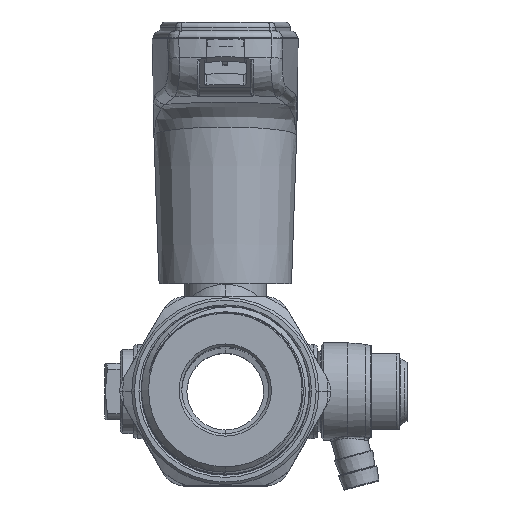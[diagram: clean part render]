
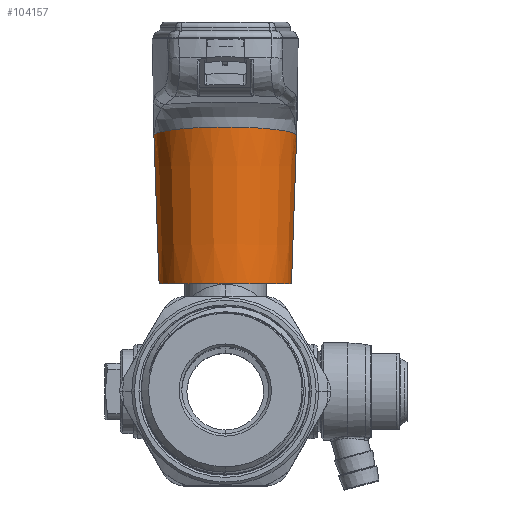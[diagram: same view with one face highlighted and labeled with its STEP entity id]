
A CAD part, top view. The second image highlights one B-rep face of the part: STEP entity #104157.
In plain terms, the highlighted conical face has half-angle 2 degrees and reference radius 13.462 mm.
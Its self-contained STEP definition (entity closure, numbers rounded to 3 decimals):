
#77904=CARTESIAN_POINT('',(-20.,-178.9,-197.));
#77905=DIRECTION('',(0.,1.,0.));
#77906=DIRECTION('',(-1.,0.,0.));
#77907=AXIS2_PLACEMENT_3D('',#77904,#77905,#77906);
#77945=DIRECTION('',(0.035,-0.999,0.));
#77946=VECTOR('',#77945,28.935);
#77947=CARTESIAN_POINT('',(-33.938,-149.983,
-197.));
#77948=LINE('',#77947,#77946);
#77949=DIRECTION('',(-0.035,-0.999,0.));
#77950=VECTOR('',#77949,28.935);
#77951=CARTESIAN_POINT('',(-6.062,-149.983,
-197.));
#77952=LINE('',#77951,#77950);
#78532=CARTESIAN_POINT('',(-33.938,-149.983,
-197.));
#78533=CARTESIAN_POINT('',(-33.94,-149.945,
-196.681));
#78534=CARTESIAN_POINT('',(-33.92,-149.869,
-196.042));
#78535=CARTESIAN_POINT('',(-33.826,-149.755,
-195.088));
#78536=CARTESIAN_POINT('',(-33.666,-149.643,
-194.143));
#78537=CARTESIAN_POINT('',(-33.441,-149.532,
-193.211));
#78538=CARTESIAN_POINT('',(-33.153,-149.424,
-192.297));
#78539=CARTESIAN_POINT('',(-32.803,-149.318,
-191.405));
#78540=CARTESIAN_POINT('',(-32.393,-149.215,
-190.539));
#78541=CARTESIAN_POINT('',(-31.925,-149.116,
-189.705));
#78542=CARTESIAN_POINT('',(-31.401,-149.021,
-188.904));
#78543=CARTESIAN_POINT('',(-30.823,-148.931,
-188.142));
#78544=CARTESIAN_POINT('',(-30.195,-148.845,
-187.422));
#78545=CARTESIAN_POINT('',(-29.52,-148.765,
-186.746));
#78546=CARTESIAN_POINT('',(-28.8,-148.69,
-186.119));
#78547=CARTESIAN_POINT('',(-28.04,-148.622,
-185.543));
#78548=CARTESIAN_POINT('',(-27.243,-148.56,
-185.02));
#78549=CARTESIAN_POINT('',(-26.412,-148.505,
-184.554));
#78550=CARTESIAN_POINT('',(-25.551,-148.456,
-184.145));
#78551=CARTESIAN_POINT('',(-24.666,-148.415,
-183.796));
#78552=CARTESIAN_POINT('',(-23.758,-148.381,
-183.509));
#78553=CARTESIAN_POINT('',(-22.834,-148.354,
-183.284));
#78554=CARTESIAN_POINT('',(-21.896,-148.335,
-183.122));
#78555=CARTESIAN_POINT('',(-20.95,-148.323,
-183.025));
#78556=CARTESIAN_POINT('',(-20.,-148.32,
-182.993));
#78557=CARTESIAN_POINT('',(-19.05,-148.323,
-183.025));
#78558=CARTESIAN_POINT('',(-18.104,-148.335,
-183.122));
#78559=CARTESIAN_POINT('',(-17.166,-148.354,
-183.284));
#78560=CARTESIAN_POINT('',(-16.242,-148.381,
-183.509));
#78561=CARTESIAN_POINT('',(-15.334,-148.415,
-183.796));
#78562=CARTESIAN_POINT('',(-14.449,-148.456,
-184.145));
#78563=CARTESIAN_POINT('',(-13.588,-148.505,
-184.554));
#78564=CARTESIAN_POINT('',(-12.757,-148.56,
-185.02));
#78565=CARTESIAN_POINT('',(-11.96,-148.622,
-185.543));
#78566=CARTESIAN_POINT('',(-11.2,-148.69,
-186.119));
#78567=CARTESIAN_POINT('',(-10.48,-148.765,
-186.746));
#78568=CARTESIAN_POINT('',(-9.805,-148.845,
-187.422));
#78569=CARTESIAN_POINT('',(-9.177,-148.931,
-188.142));
#78570=CARTESIAN_POINT('',(-8.599,-149.021,
-188.904));
#78571=CARTESIAN_POINT('',(-8.075,-149.116,
-189.705));
#78572=CARTESIAN_POINT('',(-7.607,-149.215,
-190.539));
#78573=CARTESIAN_POINT('',(-7.197,-149.318,
-191.405));
#78574=CARTESIAN_POINT('',(-6.847,-149.424,
-192.297));
#78575=CARTESIAN_POINT('',(-6.559,-149.532,
-193.211));
#78576=CARTESIAN_POINT('',(-6.334,-149.643,
-194.143));
#78577=CARTESIAN_POINT('',(-6.174,-149.755,
-195.088));
#78578=CARTESIAN_POINT('',(-6.08,-149.869,
-196.042));
#78579=CARTESIAN_POINT('',(-6.06,-149.945,
-196.681));
#78580=CARTESIAN_POINT('',(-6.062,-149.983,
-197.));
#91563=CARTESIAN_POINT('',(-32.928,-178.9,-197.));
#91564=CARTESIAN_POINT('',(-7.072,-178.9,-197.));
#91565=VERTEX_POINT('',#91563);
#91566=VERTEX_POINT('',#91564);
#91567=VERTEX_POINT('',#78532);
#91568=VERTEX_POINT('',#78580);
#104146=CARTESIAN_POINT('',(-20.,-163.61,-197.));
#104147=DIRECTION('',(0.,1.,0.));
#104148=DIRECTION('',(1.,0.,0.));
#104149=AXIS2_PLACEMENT_3D('',#104146,#104147,#104148);
#104150=CONICAL_SURFACE('',#104149,13.462,2.);
#104151=ORIENTED_EDGE('',*,*,#98914,.F.);
#104152=ORIENTED_EDGE('',*,*,#99800,.T.);
#104153=ORIENTED_EDGE('',*,*,#98917,.T.);
#104154=ORIENTED_EDGE('',*,*,#98892,.F.);
#104155=EDGE_LOOP('',(#104151,#104152,#104153,#104154));
#104156=FACE_OUTER_BOUND('',#104155,.F.);
#104157=ADVANCED_FACE('',(#104156),#104150,.T.);
#77908=CIRCLE('',#77907,12.928);
#78581=B_SPLINE_CURVE_WITH_KNOTS('',3,(#78532,#78533,#78534,#78535,#78536,
#78537,#78538,#78539,#78540,#78541,#78542,#78543,#78544,#78545,#78546,#78547,
#78548,#78549,#78550,#78551,#78552,#78553,#78554,#78555,#78556,#78557,#78558,
#78559,#78560,#78561,#78562,#78563,#78564,#78565,#78566,#78567,#78568,#78569,
#78570,#78571,#78572,#78573,#78574,#78575,#78576,#78577,#78578,#78579,#78580),
.UNSPECIFIED.,.F.,.F.,(4,1,1,1,1,1,1,1,1,1,1,1,1,1,1,1,1,1,1,1,1,1,1,1,1,1,1,1,
1,1,1,1,1,1,1,1,1,1,1,1,1,1,1,1,1,1,4),(0.,0.022,
0.043,0.065,0.087,0.109,
0.13,0.152,0.174,0.196,
0.217,0.239,0.261,0.283,
0.304,0.326,0.348,0.37,
0.391,0.413,0.435,0.457,
0.478,0.5,0.522,0.543,0.565,
0.587,0.609,0.63,0.652,
0.674,0.696,0.717,0.739,
0.761,0.783,0.804,0.826,
0.848,0.87,0.891,0.913,
0.935,0.957,0.978,1.),.UNSPECIFIED.);
#98892=EDGE_CURVE('',#91565,#91566,#77908,.T.);
#98914=EDGE_CURVE('',#91567,#91565,#77948,.T.);
#98917=EDGE_CURVE('',#91568,#91566,#77952,.T.);
#99800=EDGE_CURVE('',#91567,#91568,#78581,.T.);
